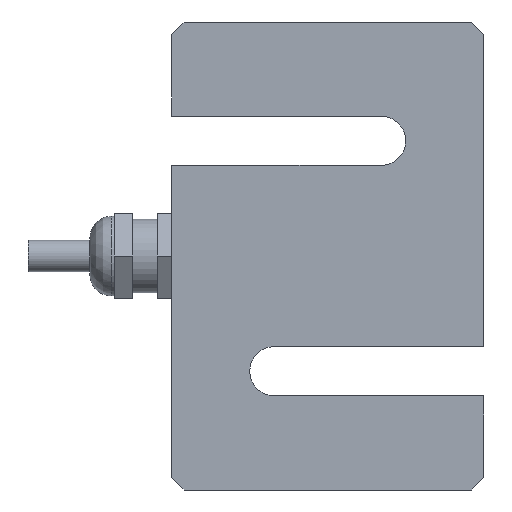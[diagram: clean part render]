
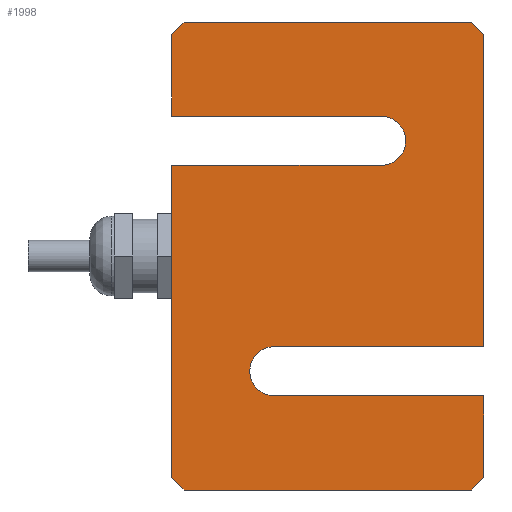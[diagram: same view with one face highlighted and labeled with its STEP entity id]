
A CAD part, front view. The second image highlights one B-rep face of the part: STEP entity #1998.
In plain terms, the highlighted planar face has unit normal (0, -1, 0).
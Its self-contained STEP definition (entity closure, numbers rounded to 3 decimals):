
#183=PLANE('',#2150);
#294=FACE_OUTER_BOUND('',#418,.T.);
#418=EDGE_LOOP('',(#1717,#1718,#1719,#1720,#1721,#1722,#1723,#1724,#1725,
#1726,#1727,#1728,#1729,#1730,#1731,#1732));
#541=LINE('',#7372,#687);
#546=LINE('',#9189,#692);
#551=LINE('',#9199,#697);
#552=LINE('',#9202,#698);
#553=LINE('',#9204,#699);
#554=LINE('',#9208,#700);
#555=LINE('',#9210,#701);
#556=LINE('',#9211,#702);
#557=LINE('',#9213,#703);
#558=LINE('',#9215,#704);
#559=LINE('',#9217,#705);
#560=LINE('',#9221,#706);
#561=LINE('',#9223,#707);
#562=LINE('',#9224,#708);
#687=VECTOR('',#2495,10.);
#692=VECTOR('',#2510,10.);
#697=VECTOR('',#2519,10.);
#698=VECTOR('',#2522,10.);
#699=VECTOR('',#2523,10.);
#700=VECTOR('',#2526,10.);
#701=VECTOR('',#2527,10.);
#702=VECTOR('',#2528,10.);
#703=VECTOR('',#2529,10.);
#704=VECTOR('',#2530,10.);
#705=VECTOR('',#2531,10.);
#706=VECTOR('',#2534,10.);
#707=VECTOR('',#2535,10.);
#708=VECTOR('',#2536,10.);
#758=CIRCLE('',#2151,4.);
#759=CIRCLE('',#2152,4.);
#915=VERTEX_POINT('',#7368);
#917=VERTEX_POINT('',#7371);
#923=VERTEX_POINT('',#9185);
#925=VERTEX_POINT('',#9188);
#928=VERTEX_POINT('',#9197);
#929=VERTEX_POINT('',#9201);
#930=VERTEX_POINT('',#9203);
#931=VERTEX_POINT('',#9205);
#932=VERTEX_POINT('',#9207);
#933=VERTEX_POINT('',#9209);
#934=VERTEX_POINT('',#9212);
#935=VERTEX_POINT('',#9214);
#936=VERTEX_POINT('',#9216);
#937=VERTEX_POINT('',#9218);
#938=VERTEX_POINT('',#9220);
#939=VERTEX_POINT('',#9222);
#1179=EDGE_CURVE('',#917,#915,#541,.T.);
#1196=EDGE_CURVE('',#925,#923,#546,.T.);
#1201=EDGE_CURVE('',#928,#923,#551,.T.);
#1202=EDGE_CURVE('',#928,#929,#552,.T.);
#1203=EDGE_CURVE('',#929,#930,#553,.T.);
#1204=EDGE_CURVE('',#930,#931,#758,.T.);
#1205=EDGE_CURVE('',#931,#932,#554,.T.);
#1206=EDGE_CURVE('',#932,#933,#555,.T.);
#1207=EDGE_CURVE('',#917,#933,#556,.T.);
#1208=EDGE_CURVE('',#934,#915,#557,.T.);
#1209=EDGE_CURVE('',#934,#935,#558,.T.);
#1210=EDGE_CURVE('',#935,#936,#559,.T.);
#1211=EDGE_CURVE('',#936,#937,#759,.T.);
#1212=EDGE_CURVE('',#937,#938,#560,.T.);
#1213=EDGE_CURVE('',#938,#939,#561,.T.);
#1214=EDGE_CURVE('',#925,#939,#562,.T.);
#1717=ORIENTED_EDGE('',*,*,#1201,.F.);
#1718=ORIENTED_EDGE('',*,*,#1202,.T.);
#1719=ORIENTED_EDGE('',*,*,#1203,.T.);
#1720=ORIENTED_EDGE('',*,*,#1204,.T.);
#1721=ORIENTED_EDGE('',*,*,#1205,.T.);
#1722=ORIENTED_EDGE('',*,*,#1206,.T.);
#1723=ORIENTED_EDGE('',*,*,#1207,.F.);
#1724=ORIENTED_EDGE('',*,*,#1179,.T.);
#1725=ORIENTED_EDGE('',*,*,#1208,.F.);
#1726=ORIENTED_EDGE('',*,*,#1209,.T.);
#1727=ORIENTED_EDGE('',*,*,#1210,.T.);
#1728=ORIENTED_EDGE('',*,*,#1211,.T.);
#1729=ORIENTED_EDGE('',*,*,#1212,.T.);
#1730=ORIENTED_EDGE('',*,*,#1213,.T.);
#1731=ORIENTED_EDGE('',*,*,#1214,.F.);
#1732=ORIENTED_EDGE('',*,*,#1196,.T.);
#1998=ADVANCED_FACE('',(#294),#183,.F.);
#2150=AXIS2_PLACEMENT_3D('',#9200,#2520,#2521);
#2151=AXIS2_PLACEMENT_3D('',#9206,#2524,#2525);
#2152=AXIS2_PLACEMENT_3D('',#9219,#2532,#2533);
#2495=DIRECTION('',(1.,0.,0.));
#2510=DIRECTION('',(-1.,0.,0.));
#2519=DIRECTION('',(0.707,0.,0.707));
#2520=DIRECTION('center_axis',(0.,1.,0.));
#2521=DIRECTION('ref_axis',(1.,0.,0.));
#2522=DIRECTION('',(0.,0.,-1.));
#2523=DIRECTION('',(1.,0.,0.));
#2524=DIRECTION('center_axis',(0.,1.,0.));
#2525=DIRECTION('ref_axis',(0.,0.,1.));
#2526=DIRECTION('',(-1.,0.,0.));
#2527=DIRECTION('',(0.,0.,-1.));
#2528=DIRECTION('',(-0.707,0.,0.707));
#2529=DIRECTION('',(-0.707,0.,-0.707));
#2530=DIRECTION('',(0.,0.,1.));
#2531=DIRECTION('',(-1.,0.,0.));
#2532=DIRECTION('center_axis',(0.,1.,0.));
#2533=DIRECTION('ref_axis',(0.,0.,-1.));
#2534=DIRECTION('',(1.,0.,0.));
#2535=DIRECTION('',(0.,0.,1.));
#2536=DIRECTION('',(0.707,0.,-0.707));
#7368=CARTESIAN_POINT('',(23.4,-14.097,-38.1));
#7371=CARTESIAN_POINT('',(-23.4,-14.097,-38.1));
#7372=CARTESIAN_POINT('',(-25.4,-14.097,-38.1));
#9185=CARTESIAN_POINT('',(-23.4,-14.097,38.1));
#9188=CARTESIAN_POINT('',(23.4,-14.097,38.1));
#9189=CARTESIAN_POINT('',(25.4,-14.097,38.1));
#9197=CARTESIAN_POINT('',(-25.4,-14.097,36.1));
#9199=CARTESIAN_POINT('',(-27.575,-14.097,33.925));
#9200=CARTESIAN_POINT('Origin',(0.,-14.097,0.));
#9201=CARTESIAN_POINT('',(-25.4,-14.097,22.76));
#9202=CARTESIAN_POINT('',(-25.4,-14.097,38.1));
#9203=CARTESIAN_POINT('',(8.7,-14.097,22.76));
#9204=CARTESIAN_POINT('',(-25.4,-14.097,22.76));
#9205=CARTESIAN_POINT('',(8.7,-14.097,14.76));
#9206=CARTESIAN_POINT('Origin',(8.7,-14.097,18.76));
#9207=CARTESIAN_POINT('',(-25.4,-14.097,14.76));
#9208=CARTESIAN_POINT('',(-25.4,-14.097,14.76));
#9209=CARTESIAN_POINT('',(-25.4,-14.097,-36.1));
#9210=CARTESIAN_POINT('',(-25.4,-14.097,38.1));
#9211=CARTESIAN_POINT('',(-27.575,-14.097,-33.925));
#9212=CARTESIAN_POINT('',(25.4,-14.097,-36.1));
#9213=CARTESIAN_POINT('',(27.575,-14.097,-33.925));
#9214=CARTESIAN_POINT('',(25.4,-14.097,-22.76));
#9215=CARTESIAN_POINT('',(25.4,-14.097,-38.1));
#9216=CARTESIAN_POINT('',(-8.7,-14.097,-22.76));
#9217=CARTESIAN_POINT('',(25.4,-14.097,-22.76));
#9218=CARTESIAN_POINT('',(-8.7,-14.097,-14.76));
#9219=CARTESIAN_POINT('Origin',(-8.7,-14.097,-18.76));
#9220=CARTESIAN_POINT('',(25.4,-14.097,-14.76));
#9221=CARTESIAN_POINT('',(25.4,-14.097,-14.76));
#9222=CARTESIAN_POINT('',(25.4,-14.097,36.1));
#9223=CARTESIAN_POINT('',(25.4,-14.097,-38.1));
#9224=CARTESIAN_POINT('',(27.575,-14.097,33.925));
